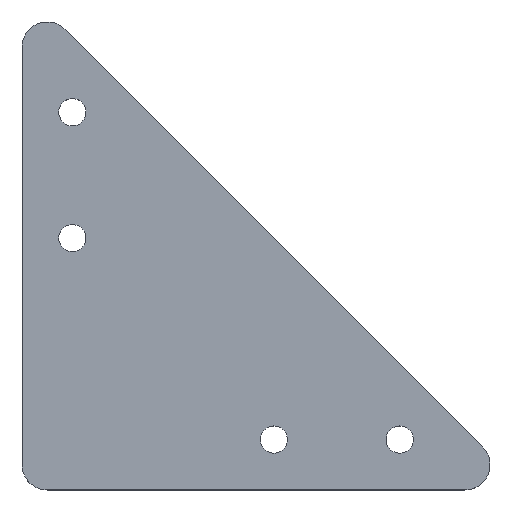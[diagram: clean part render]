
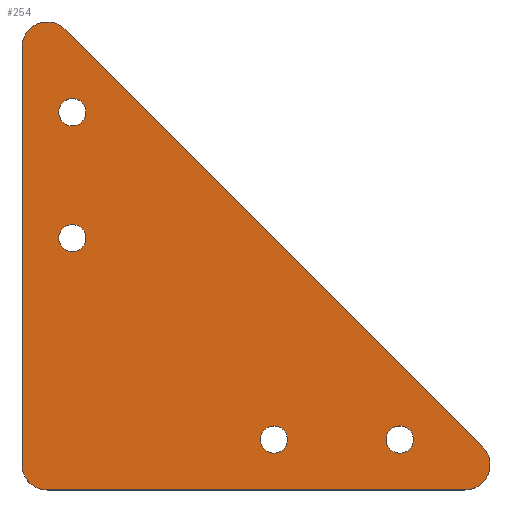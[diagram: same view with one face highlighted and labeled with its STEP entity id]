
A CAD part, top view. The second image highlights one B-rep face of the part: STEP entity #254.
In plain terms, the highlighted planar face has unit normal (0, 0, 1).
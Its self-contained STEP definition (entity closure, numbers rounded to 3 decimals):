
#19=FACE_BOUND('',#56,.T.);
#20=FACE_BOUND('',#57,.T.);
#21=FACE_BOUND('',#58,.T.);
#22=FACE_BOUND('',#59,.T.);
#27=PLANE('',#304);
#39=FACE_OUTER_BOUND('',#55,.T.);
#55=EDGE_LOOP('',(#222,#223,#224,#225,#226,#227));
#56=EDGE_LOOP('',(#228,#229));
#57=EDGE_LOOP('',(#230,#231));
#58=EDGE_LOOP('',(#232,#233));
#59=EDGE_LOOP('',(#234,#235));
#64=LINE('',#398,#80);
#69=LINE('',#422,#85);
#75=LINE('',#452,#91);
#80=VECTOR('',#319,10.);
#85=VECTOR('',#344,10.);
#91=VECTOR('',#380,10.);
#92=CIRCLE('',#276,5.);
#100=CIRCLE('',#287,5.);
#101=CIRCLE('',#290,5.);
#102=CIRCLE('',#292,2.7);
#103=CIRCLE('',#293,2.7);
#104=CIRCLE('',#295,2.7);
#105=CIRCLE('',#296,2.7);
#106=CIRCLE('',#298,2.7);
#107=CIRCLE('',#299,2.7);
#108=CIRCLE('',#301,2.7);
#109=CIRCLE('',#302,2.7);
#110=VERTEX_POINT('',#385);
#111=VERTEX_POINT('',#386);
#115=VERTEX_POINT('',#396);
#123=VERTEX_POINT('',#416);
#124=VERTEX_POINT('',#420);
#125=VERTEX_POINT('',#424);
#126=VERTEX_POINT('',#428);
#127=VERTEX_POINT('',#429);
#128=VERTEX_POINT('',#434);
#129=VERTEX_POINT('',#435);
#130=VERTEX_POINT('',#440);
#131=VERTEX_POINT('',#441);
#132=VERTEX_POINT('',#446);
#133=VERTEX_POINT('',#447);
#134=EDGE_CURVE('',#110,#111,#92,.T.);
#140=EDGE_CURVE('',#110,#115,#64,.T.);
#149=EDGE_CURVE('',#123,#115,#100,.T.);
#152=EDGE_CURVE('',#123,#124,#69,.T.);
#153=EDGE_CURVE('',#125,#124,#101,.T.);
#155=EDGE_CURVE('',#126,#127,#102,.T.);
#156=EDGE_CURVE('',#127,#126,#103,.T.);
#158=EDGE_CURVE('',#128,#129,#104,.T.);
#159=EDGE_CURVE('',#129,#128,#105,.T.);
#161=EDGE_CURVE('',#130,#131,#106,.T.);
#162=EDGE_CURVE('',#131,#130,#107,.T.);
#164=EDGE_CURVE('',#132,#133,#108,.T.);
#165=EDGE_CURVE('',#133,#132,#109,.T.);
#167=EDGE_CURVE('',#125,#111,#75,.T.);
#222=ORIENTED_EDGE('',*,*,#134,.F.);
#223=ORIENTED_EDGE('',*,*,#140,.T.);
#224=ORIENTED_EDGE('',*,*,#149,.F.);
#225=ORIENTED_EDGE('',*,*,#152,.T.);
#226=ORIENTED_EDGE('',*,*,#153,.F.);
#227=ORIENTED_EDGE('',*,*,#167,.T.);
#228=ORIENTED_EDGE('',*,*,#155,.T.);
#229=ORIENTED_EDGE('',*,*,#156,.T.);
#230=ORIENTED_EDGE('',*,*,#158,.T.);
#231=ORIENTED_EDGE('',*,*,#159,.T.);
#232=ORIENTED_EDGE('',*,*,#161,.T.);
#233=ORIENTED_EDGE('',*,*,#162,.T.);
#234=ORIENTED_EDGE('',*,*,#164,.T.);
#235=ORIENTED_EDGE('',*,*,#165,.T.);
#254=ADVANCED_FACE('',(#39,#19,#20,#21,#22),#27,.T.);
#276=AXIS2_PLACEMENT_3D('',#387,#309,#310);
#287=AXIS2_PLACEMENT_3D('',#417,#338,#339);
#290=AXIS2_PLACEMENT_3D('',#425,#347,#348);
#292=AXIS2_PLACEMENT_3D('',#430,#352,#353);
#293=AXIS2_PLACEMENT_3D('',#431,#354,#355);
#295=AXIS2_PLACEMENT_3D('',#436,#359,#360);
#296=AXIS2_PLACEMENT_3D('',#437,#361,#362);
#298=AXIS2_PLACEMENT_3D('',#442,#366,#367);
#299=AXIS2_PLACEMENT_3D('',#443,#368,#369);
#301=AXIS2_PLACEMENT_3D('',#448,#373,#374);
#302=AXIS2_PLACEMENT_3D('',#449,#375,#376);
#304=AXIS2_PLACEMENT_3D('',#453,#381,#382);
#309=DIRECTION('center_axis',(0.,0.,-1.));
#310=DIRECTION('ref_axis',(-0.383,0.924,0.));
#319=DIRECTION('',(0.,-1.,0.));
#338=DIRECTION('center_axis',(0.,0.,-1.));
#339=DIRECTION('ref_axis',(-0.707,-0.707,0.));
#344=DIRECTION('',(1.,0.,0.));
#347=DIRECTION('center_axis',(0.,0.,-1.));
#348=DIRECTION('ref_axis',(0.924,-0.383,0.));
#352=DIRECTION('center_axis',(0.,0.,-1.));
#353=DIRECTION('ref_axis',(1.,0.,0.));
#354=DIRECTION('center_axis',(0.,0.,-1.));
#355=DIRECTION('ref_axis',(1.,0.,0.));
#359=DIRECTION('center_axis',(0.,0.,-1.));
#360=DIRECTION('ref_axis',(1.,0.,0.));
#361=DIRECTION('center_axis',(0.,0.,-1.));
#362=DIRECTION('ref_axis',(1.,0.,0.));
#366=DIRECTION('center_axis',(0.,0.,-1.));
#367=DIRECTION('ref_axis',(1.,0.,0.));
#368=DIRECTION('center_axis',(0.,0.,-1.));
#369=DIRECTION('ref_axis',(1.,0.,0.));
#373=DIRECTION('center_axis',(0.,0.,-1.));
#374=DIRECTION('ref_axis',(1.,0.,0.));
#375=DIRECTION('center_axis',(0.,0.,-1.));
#376=DIRECTION('ref_axis',(1.,0.,0.));
#380=DIRECTION('',(-0.707,0.707,0.));
#381=DIRECTION('center_axis',(0.,0.,1.));
#382=DIRECTION('ref_axis',(1.,0.,0.));
#385=CARTESIAN_POINT('',(0.,87.929,5.));
#386=CARTESIAN_POINT('',(8.536,91.464,5.));
#387=CARTESIAN_POINT('Origin',(5.,87.929,5.));
#396=CARTESIAN_POINT('',(0.,5.,5.));
#398=CARTESIAN_POINT('',(0.,0.,5.));
#416=CARTESIAN_POINT('',(5.,0.,5.));
#417=CARTESIAN_POINT('Origin',(5.,5.,5.));
#420=CARTESIAN_POINT('',(87.929,0.,5.));
#422=CARTESIAN_POINT('',(100.,0.,5.));
#424=CARTESIAN_POINT('',(91.464,8.536,5.));
#425=CARTESIAN_POINT('Origin',(87.929,5.,5.));
#428=CARTESIAN_POINT('',(12.7,50.,5.));
#429=CARTESIAN_POINT('',(7.3,50.,5.));
#430=CARTESIAN_POINT('Origin',(10.,50.,5.));
#431=CARTESIAN_POINT('Origin',(10.,50.,5.));
#434=CARTESIAN_POINT('',(52.7,10.,5.));
#435=CARTESIAN_POINT('',(47.3,10.,5.));
#436=CARTESIAN_POINT('Origin',(50.,10.,5.));
#437=CARTESIAN_POINT('Origin',(50.,10.,5.));
#440=CARTESIAN_POINT('',(77.7,10.,5.));
#441=CARTESIAN_POINT('',(72.3,10.,5.));
#442=CARTESIAN_POINT('Origin',(75.,10.,5.));
#443=CARTESIAN_POINT('Origin',(75.,10.,5.));
#446=CARTESIAN_POINT('',(12.7,75.,5.));
#447=CARTESIAN_POINT('',(7.3,75.,5.));
#448=CARTESIAN_POINT('Origin',(10.,75.,5.));
#449=CARTESIAN_POINT('Origin',(10.,75.,5.));
#452=CARTESIAN_POINT('',(0.,100.,5.));
#453=CARTESIAN_POINT('Origin',(35.355,35.355,5.));
